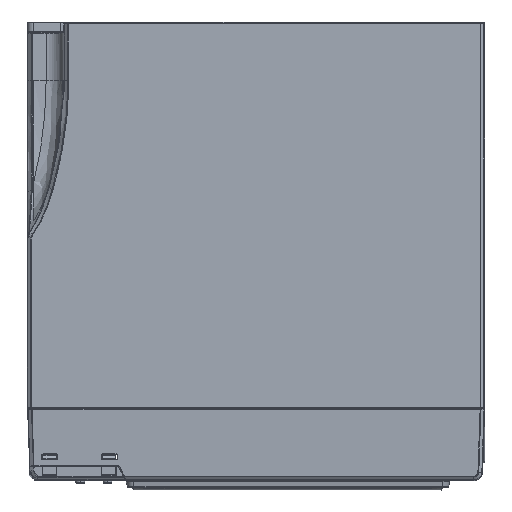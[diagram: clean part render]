
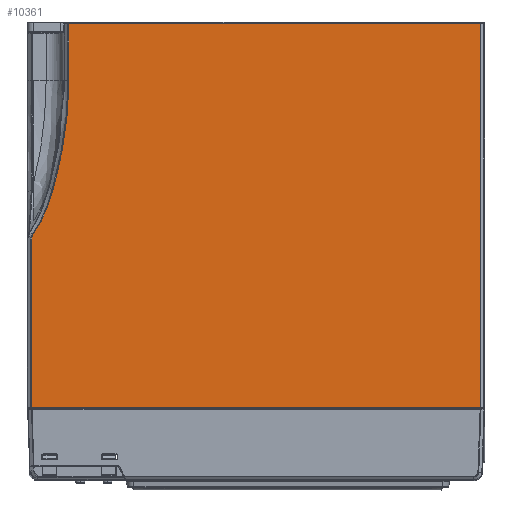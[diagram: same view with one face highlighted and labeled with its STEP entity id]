
A CAD part, front view. The second image highlights one B-rep face of the part: STEP entity #10361.
In plain terms, the highlighted face is planar.
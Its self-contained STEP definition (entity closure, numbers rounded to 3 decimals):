
#10266=CARTESIAN_POINT('',(81.,58.,-6.421));
#10267=DIRECTION('',(0.,1.,0.));
#10268=DIRECTION('',(0.,0.,1.));
#10269=AXIS2_PLACEMENT_3D('',#10266,#10267,#10268);
#10270=PLANE('',#10269);
#10271=CARTESIAN_POINT('',(79.44,58.,126.5));
#10272=VERTEX_POINT('',#10271);
#10273=CARTESIAN_POINT('',(-79.44,58.,126.5));
#10274=VERTEX_POINT('',#10273);
#10275=CARTESIAN_POINT('',(79.44,58.,126.5));
#10276=DIRECTION('',(-1.,0.,0.));
#10277=VECTOR('',#10276,158.88);
#10278=LINE('',#10275,#10277);
#10279=EDGE_CURVE('',#10272,#10274,#10278,.T.);
#10280=ORIENTED_EDGE('',*,*,#10279,.F.);
#10281=CARTESIAN_POINT('',(79.44,58.,-9.34));
#10282=VERTEX_POINT('',#10281);
#10283=CARTESIAN_POINT('',(79.44,58.,126.5));
#10284=DIRECTION('',(0.,0.,-1.));
#10285=VECTOR('',#10284,135.84);
#10286=LINE('',#10283,#10285);
#10287=EDGE_CURVE('',#10272,#10282,#10286,.T.);
#10288=ORIENTED_EDGE('',*,*,#10287,.T.);
#10289=CARTESIAN_POINT('',(-66.305,58.,-9.34));
#10290=VERTEX_POINT('',#10289);
#10291=CARTESIAN_POINT('',(79.44,58.,-9.34));
#10292=DIRECTION('',(-1.,0.,0.));
#10293=VECTOR('',#10292,145.744);
#10294=LINE('',#10291,#10293);
#10295=EDGE_CURVE('',#10282,#10290,#10294,.T.);
#10296=ORIENTED_EDGE('',*,*,#10295,.T.);
#10297=CARTESIAN_POINT('',(-66.304,58.,10.659));
#10298=VERTEX_POINT('',#10297);
#10299=CARTESIAN_POINT('',(-66.305,58.,-9.34));
#10300=DIRECTION('',(0.,0.,1.));
#10301=VECTOR('',#10300,19.999);
#10302=LINE('',#10299,#10301);
#10303=EDGE_CURVE('',#10290,#10298,#10302,.T.);
#10304=ORIENTED_EDGE('',*,*,#10303,.T.);
#10305=CARTESIAN_POINT('',(-71.832,58.,49.329));
#10306=VERTEX_POINT('',#10305);
#10307=CARTESIAN_POINT('',(-66.304,58.,10.659));
#10308=CARTESIAN_POINT('',(-66.298,58.,11.766));
#10309=CARTESIAN_POINT('',(-66.317,58.,14.116));
#10310=CARTESIAN_POINT('',(-66.488,58.,18.164));
#10311=CARTESIAN_POINT('',(-66.811,58.,22.394));
#10312=CARTESIAN_POINT('',(-67.249,58.,26.464));
#10313=CARTESIAN_POINT('',(-67.787,58.,30.432));
#10314=CARTESIAN_POINT('',(-68.459,58.,34.558));
#10315=CARTESIAN_POINT('',(-69.315,58.,39.031));
#10316=CARTESIAN_POINT('',(-70.396,58.,43.899));
#10317=CARTESIAN_POINT('',(-71.317,58.,47.47));
#10318=CARTESIAN_POINT('',(-71.832,58.,49.329));
#10319=B_SPLINE_CURVE_WITH_KNOTS('',3,(#10307,#10308,#10309,#10310,#10311,#10312,#10313,#10314,#10315,#10316,#10317,#10318),.UNSPECIFIED.,.F.,.F.,(4,1,1,1,1,1,1,1,1,4),(0.,0.111,0.222,0.333,0.444,0.556,0.667,0.778,0.889,1.),.UNSPECIFIED.);
#10320=EDGE_CURVE('',#10298,#10306,#10319,.T.);
#10321=ORIENTED_EDGE('',*,*,#10320,.T.);
#10322=CARTESIAN_POINT('',(-79.099,58.,65.425));
#10323=VERTEX_POINT('',#10322);
#10324=CARTESIAN_POINT('',(-71.832,58.,49.329));
#10325=CARTESIAN_POINT('',(-72.026,58.,50.027));
#10326=CARTESIAN_POINT('',(-72.429,58.,51.388));
#10327=CARTESIAN_POINT('',(-73.074,58.,53.367));
#10328=CARTESIAN_POINT('',(-73.733,58.,55.187));
#10329=CARTESIAN_POINT('',(-74.396,58.,56.852));
#10330=CARTESIAN_POINT('',(-75.035,58.,58.323));
#10331=CARTESIAN_POINT('',(-75.681,58.,59.698));
#10332=CARTESIAN_POINT('',(-76.411,58.,61.13));
#10333=CARTESIAN_POINT('',(-77.198,58.,62.538));
#10334=CARTESIAN_POINT('',(-78.042,58.,63.914));
#10335=CARTESIAN_POINT('',(-78.726,58.,64.917));
#10336=CARTESIAN_POINT('',(-79.099,58.,65.425));
#10337=B_SPLINE_CURVE_WITH_KNOTS('',3,(#10324,#10325,#10326,#10327,#10328,#10329,#10330,#10331,#10332,#10333,#10334,#10335,#10336),.UNSPECIFIED.,.F.,.F.,(4,1,1,1,1,1,1,1,1,1,4),(0.,0.1,0.2,0.3,0.4,0.5,0.6,0.7,0.8,0.9,1.),.UNSPECIFIED.);
#10338=EDGE_CURVE('',#10306,#10323,#10337,.T.);
#10339=ORIENTED_EDGE('',*,*,#10338,.T.);
#10340=CARTESIAN_POINT('',(-79.44,58.,66.902));
#10341=VERTEX_POINT('',#10340);
#10342=CARTESIAN_POINT('',(-79.099,58.,65.425));
#10343=CARTESIAN_POINT('',(-79.152,58.,65.498));
#10344=CARTESIAN_POINT('',(-79.25,58.,65.66));
#10345=CARTESIAN_POINT('',(-79.358,58.,65.971));
#10346=CARTESIAN_POINT('',(-79.415,58.,66.311));
#10347=CARTESIAN_POINT('',(-79.437,58.,66.626));
#10348=CARTESIAN_POINT('',(-79.44,58.,66.813));
#10349=CARTESIAN_POINT('',(-79.44,58.,66.902));
#10350=B_SPLINE_CURVE_WITH_KNOTS('',3,(#10342,#10343,#10344,#10345,#10346,#10347,#10348,#10349),.UNSPECIFIED.,.F.,.F.,(4,1,1,1,1,4),(0.,0.2,0.4,0.6,0.8,1.),.UNSPECIFIED.);
#10351=EDGE_CURVE('',#10323,#10341,#10350,.T.);
#10352=ORIENTED_EDGE('',*,*,#10351,.T.);
#10353=CARTESIAN_POINT('',(-79.44,58.,66.902));
#10354=DIRECTION('',(0.,0.,1.));
#10355=VECTOR('',#10354,59.598);
#10356=LINE('',#10353,#10355);
#10357=EDGE_CURVE('',#10341,#10274,#10356,.T.);
#10358=ORIENTED_EDGE('',*,*,#10357,.T.);
#10359=EDGE_LOOP('',(#10280,#10288,#10296,#10304,#10321,#10339,#10352,#10358));
#10360=FACE_BOUND('',#10359,.T.);
#10361=ADVANCED_FACE('',(#10360),#10270,.T.);
